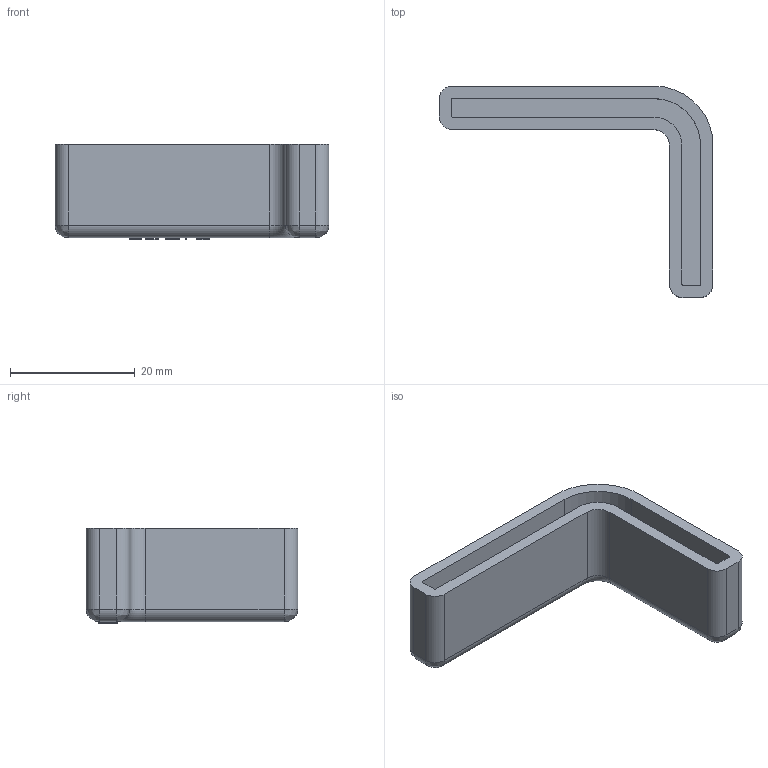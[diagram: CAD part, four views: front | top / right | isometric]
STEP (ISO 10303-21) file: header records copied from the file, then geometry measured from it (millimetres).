
FILE_DESCRIPTION( ( 'STEP AP203' ), '1' );
FILE_NAME( 'L40×L30（右）.step', '2022-07-22T04:51:33', ( ' ' ), ( ' ' ), 'XStep 1.0', ' ', ' ' );
FILE_SCHEMA( ( 'CONFIG_CONTROL_DESIGN' ) );
Length unit declared in the file: millimetre
Products named in the file (6): 1; 2; 3; 4; 5; 6
Bounding box: 44 x 34 x 15.35 mm (x, y, z)
Volume: 4488 mm3; surface area: 4806 mm2
Topology: 6 solids, 6 shells, 67 faces, 150 edges, 96 vertices
Faces by surface type: plane 27, cylinder 18, extrusion 16, bspline 4, torus 2
Entity records: 2621 total; most frequent: CARTESIAN_POINT 914, ORIENTED_EDGE 298, DIRECTION 277, EDGE_CURVE 149, VERTEX_POINT 96, AXIS2_PLACEMENT_3D 95, VECTOR 87, EDGE_LOOP 71
